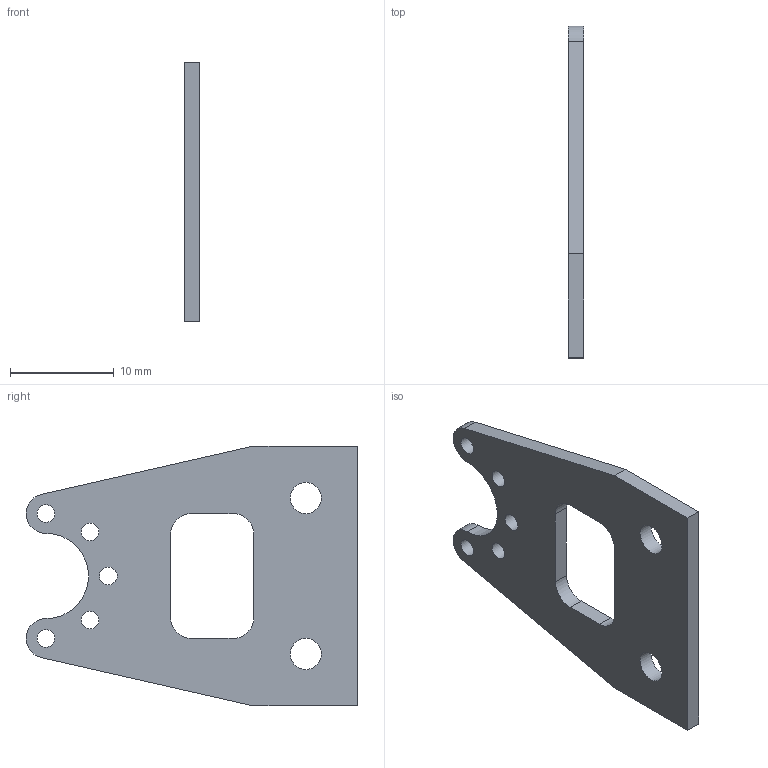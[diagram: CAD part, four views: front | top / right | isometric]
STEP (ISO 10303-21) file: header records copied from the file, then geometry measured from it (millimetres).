
FILE_DESCRIPTION(/* description */ (''),/* implementation_level */ '2;1');
FILE_NAME(/* name */ '',/* time_stamp */ '2023-12-13T23:21:08+09:00',/* author */ (''),/* organization */ (''),/* preprocessor_version */ 'ST-DEVELOPER v20',/* originating_system */ 'Autodesk Translation Framework v12.14.0.127',/* authorisation */ '');
FILE_SCHEMA (('AUTOMOTIVE_DESIGN { 1 0 10303 214 3 1 1 }'));
Length unit declared in the file: millimetre
Products named in the file (2): 踵フレームモータ側; 踵フレームモータ側_1
Assembly tree (1 placements, depth 2):
  踵フレームモータ側
    踵フレームモータ側_1
Bounding box: 1.5 x 31.9 x 25 mm (x, y, z)
Volume: 788.8 mm3; surface area: 1341.2 mm2
Topology: 1 solids, 1 shells, 25 faces, 69 edges, 46 vertices
Faces by surface type: cylinder 14, plane 11
Full cylindrical faces by diameter (mm): 1.7 x5, 3 x2
Entity records: 903 total; most frequent: DIRECTION 153, CARTESIAN_POINT 143, ORIENTED_EDGE 138, EDGE_CURVE 69, AXIS2_PLACEMENT_3D 56, VERTEX_POINT 46, EDGE_LOOP 41, LINE 41
